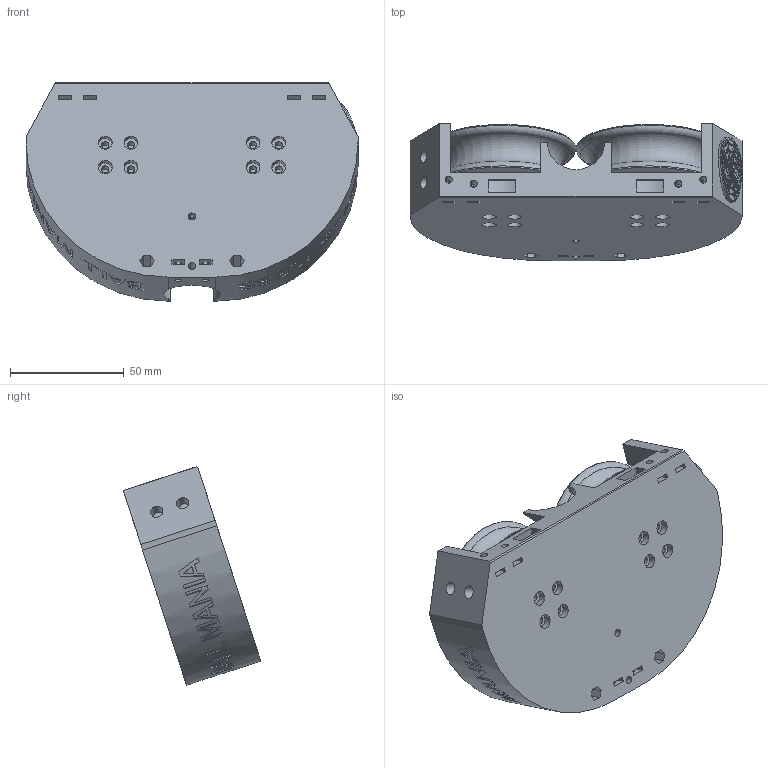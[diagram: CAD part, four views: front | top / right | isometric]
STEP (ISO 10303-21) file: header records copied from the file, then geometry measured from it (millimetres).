
FILE_DESCRIPTION(/* description */ (''),/* implementation_level */ '2;1');
FILE_NAME(/* name */ 'FWC.step',/* time_stamp */ '2021-02-23T19:32:40-06:00',/* author */ (''),/* organization */ (''),/* preprocessor_version */ 'ST-DEVELOPER v18.1',/* originating_system */ 'Autodesk Translation Framework v9.7.1.1290',/* authorisation */ '');
FILE_SCHEMA (('AUTOMOTIVE_DESIGN { 1 0 10303 214 3 1 1 }'));
Length unit declared in the file: millimetre
Products named in the file (1): FWC
Bounding box: 146 x 60.39 x 96.03 mm (x, y, z)
Volume: 270315.3 mm3; surface area: 73286.7 mm2
Topology: 4 solids, 4 shells, 828 faces, 2165 edges, 1440 vertices
Faces by surface type: bspline 364, plane 321, cylinder 127, torus 12, cone 4
Full cylindrical faces by diameter (mm): 0.4 x26, 2.8 x2, 3.2 x25, 5 x2, 5.5 x4, 6 x8, 9 x2, 29.4 x2, 64.5 x4
Entity records: 33020 total; most frequent: CARTESIAN_POINT 14574, ORIENTED_EDGE 4330, DIRECTION 2713, EDGE_CURVE 2165, VERTEX_POINT 1440, LINE 1021, VECTOR 1021, EDGE_LOOP 1017
